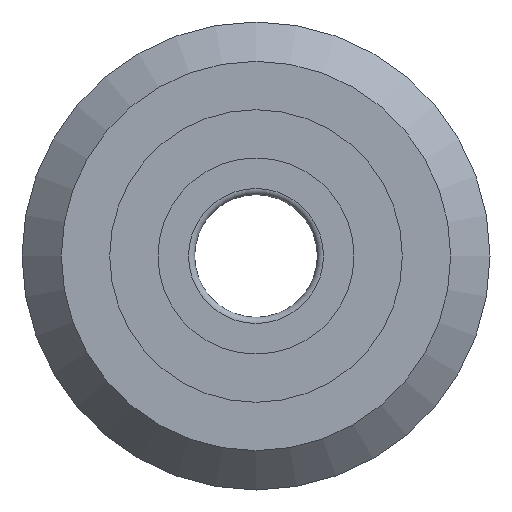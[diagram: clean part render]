
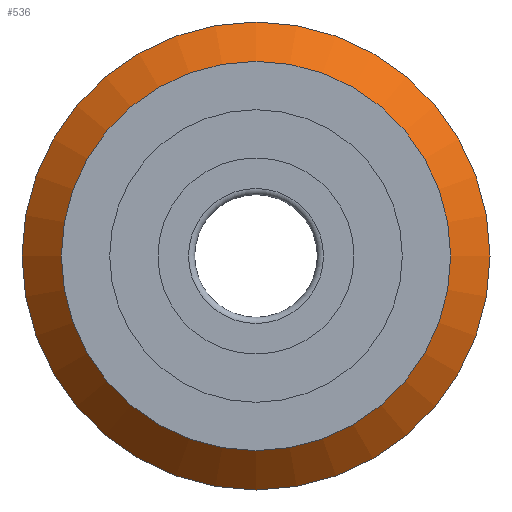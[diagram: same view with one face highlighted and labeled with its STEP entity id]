
A CAD part, left-side view. The second image highlights one B-rep face of the part: STEP entity #536.
In plain terms, the highlighted conical face has half-angle 45 degrees and reference radius 20.974 mm.
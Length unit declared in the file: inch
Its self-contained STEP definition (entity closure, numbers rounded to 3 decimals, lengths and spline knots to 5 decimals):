
#20=CONICAL_SURFACE('',#604,0.82575,0.785);
#56=FACE_OUTER_BOUND('',#90,.T.);
#90=EDGE_LOOP('',(#397,#398,#399,#400,#401,#402));
#124=LINE('',#934,#139);
#139=VECTOR('',#737,0.82575);
#166=CIRCLE('',#602,0.75);
#167=CIRCLE('',#603,0.75);
#168=CIRCLE('',#605,0.9015);
#169=CIRCLE('',#606,0.9015);
#231=VERTEX_POINT('',#925);
#232=VERTEX_POINT('',#926);
#233=VERTEX_POINT('',#930);
#234=VERTEX_POINT('',#931);
#297=EDGE_CURVE('',#231,#232,#166,.T.);
#298=EDGE_CURVE('',#232,#231,#167,.T.);
#299=EDGE_CURVE('',#233,#234,#168,.T.);
#300=EDGE_CURVE('',#234,#233,#169,.T.);
#301=EDGE_CURVE('',#234,#232,#124,.T.);
#397=ORIENTED_EDGE('',*,*,#299,.F.);
#398=ORIENTED_EDGE('',*,*,#300,.F.);
#399=ORIENTED_EDGE('',*,*,#301,.T.);
#400=ORIENTED_EDGE('',*,*,#298,.T.);
#401=ORIENTED_EDGE('',*,*,#297,.T.);
#402=ORIENTED_EDGE('',*,*,#301,.F.);
#536=ADVANCED_FACE('',(#56),#20,.T.);
#602=AXIS2_PLACEMENT_3D('',#927,#727,#728);
#603=AXIS2_PLACEMENT_3D('',#928,#729,#730);
#604=AXIS2_PLACEMENT_3D('',#929,#731,#732);
#605=AXIS2_PLACEMENT_3D('',#932,#733,#734);
#606=AXIS2_PLACEMENT_3D('',#933,#735,#736);
#727=DIRECTION('center_axis',(1.,0.,0.));
#728=DIRECTION('ref_axis',(0.,0.,-1.));
#729=DIRECTION('center_axis',(1.,0.,0.));
#730=DIRECTION('ref_axis',(0.,0.,-1.));
#731=DIRECTION('center_axis',(1.,0.,0.));
#732=DIRECTION('ref_axis',(0.,1.,0.));
#733=DIRECTION('center_axis',(1.,0.,0.));
#734=DIRECTION('ref_axis',(0.,0.,-1.));
#735=DIRECTION('center_axis',(1.,0.,0.));
#736=DIRECTION('ref_axis',(0.,0.,-1.));
#737=DIRECTION('',(-0.707,0.707,0.));
#925=CARTESIAN_POINT('',(-0.3125,0.75,0.));
#926=CARTESIAN_POINT('',(-0.3125,-0.75,0.));
#927=CARTESIAN_POINT('Origin',(-0.3125,0.,0.));
#928=CARTESIAN_POINT('Origin',(-0.3125,0.,0.));
#929=CARTESIAN_POINT('Origin',(-0.23675,0.,0.));
#930=CARTESIAN_POINT('',(-0.161,0.9015,0.));
#931=CARTESIAN_POINT('',(-0.161,-0.9015,0.));
#932=CARTESIAN_POINT('Origin',(-0.161,0.,0.));
#933=CARTESIAN_POINT('Origin',(-0.161,0.,0.));
#934=CARTESIAN_POINT('',(-0.23675,-0.82575,0.));
